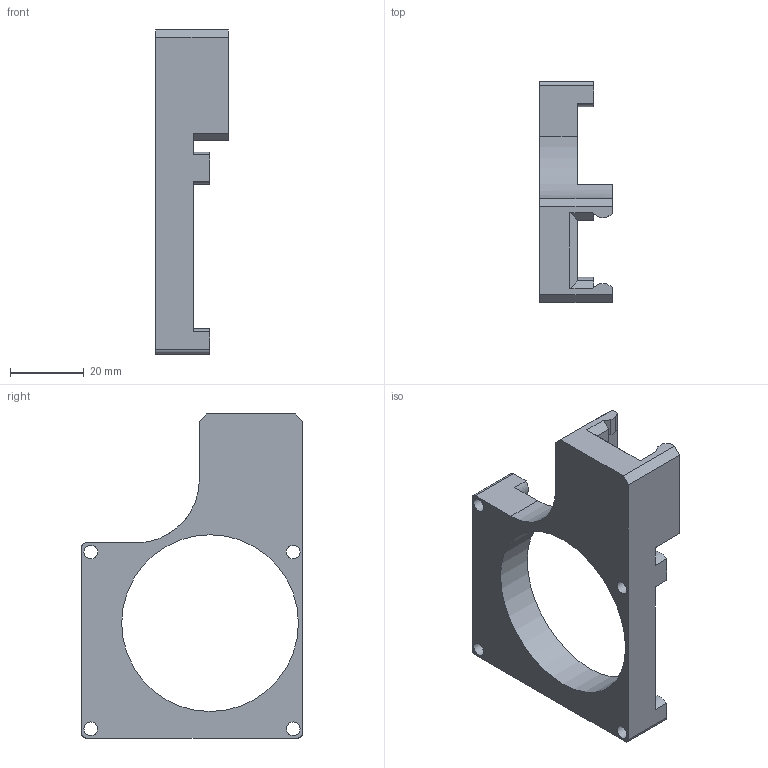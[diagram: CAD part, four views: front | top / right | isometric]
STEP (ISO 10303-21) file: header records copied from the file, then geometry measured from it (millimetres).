
FILE_DESCRIPTION(('STEP AP242'), '1');
FILE_NAME('Holder', '', ('UNSPECIFIED'), ('UNSPECIFIED'), 'C3D Converter', 'C3D Toolkit', '');
FILE_SCHEMA(('AP242_MANAGED_MODEL_BASED_3D_ENGINEERING_MIM_LF { 1 0 10303 442 1 1 4 }'));
Length unit declared in the file: millimetre
Bounding box: 19.79 x 60 x 88 mm (x, y, z)
Volume: 27695.4 mm3; surface area: 11647.5 mm2
Topology: 1 solids, 1 shells, 60 faces, 164 edges, 106 vertices
Faces by surface type: plane 47, cylinder 13
Full cylindrical faces by diameter (mm): 3.7 x4, 48 x1
Entity records: 2390 total; most frequent: CARTESIAN_POINT 326, ORIENTED_EDGE 318, DIRECTION 308, EDGE_CURVE 159, LINE 132, VECTOR 132, VERTEX_POINT 106, AXIS2_PLACEMENT_3D 88
